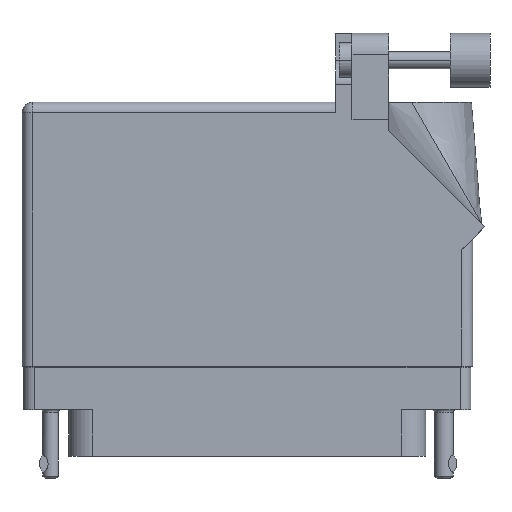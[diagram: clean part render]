
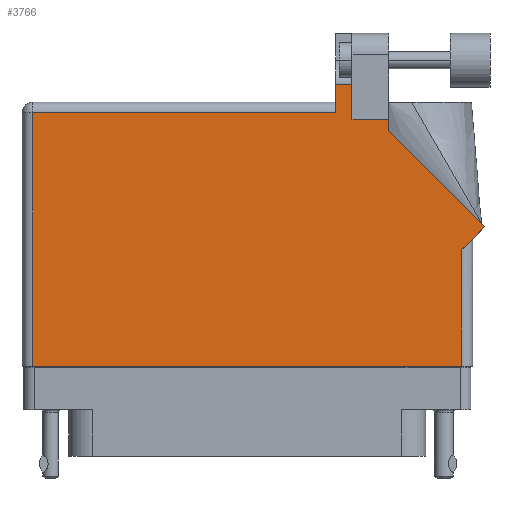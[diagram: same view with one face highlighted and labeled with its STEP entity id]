
A CAD part, front view. The second image highlights one B-rep face of the part: STEP entity #3766.
In plain terms, the highlighted face is planar.
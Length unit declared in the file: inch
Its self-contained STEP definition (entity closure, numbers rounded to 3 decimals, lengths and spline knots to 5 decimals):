
#87 = VECTOR ( 'NONE', #40406, 39.37008 ) ;
#572 = CARTESIAN_POINT ( 'NONE',  ( 0.513, 1.368, 0.455 ) ) ;
#595 = LINE ( 'NONE', #14075, #8147 ) ;
#835 = DIRECTION ( 'NONE',  ( 0.707, 0.707, 0. ) ) ;
#935 = EDGE_CURVE ( 'NONE', #22297, #12425, #2746, .T. ) ;
#1341 = EDGE_CURVE ( 'NONE', #12425, #56825, #33672, .T. ) ;
#1577 = CARTESIAN_POINT ( 'NONE',  ( 0.607, 1.5315, 0.455 ) ) ;
#1699 = EDGE_CURVE ( 'NONE', #56825, #44693, #595, .T. ) ;
#2237 = LINE ( 'NONE', #53432, #53143 ) ;
#2608 = DIRECTION ( 'NONE',  ( 0., 0., -1. ) ) ;
#2746 = LINE ( 'NONE', #42161, #44705 ) ;
#3766 = ADVANCED_FACE ( 'NONE', ( #29892 ), #6838, .F. ) ;
#5009 = ORIENTED_EDGE ( 'NONE', *, *, #1341, .T. ) ;
#5830 = VECTOR ( 'NONE', #43460, 39.37008 ) ;
#6838 = PLANE ( 'NONE',  #18478 ) ;
#7320 = ORIENTED_EDGE ( 'NONE', *, *, #50275, .T. ) ;
#7862 = ORIENTED_EDGE ( 'NONE', *, *, #29896, .T. ) ;
#8147 = VECTOR ( 'NONE', #835, 39.37008 ) ;
#8719 = ORIENTED_EDGE ( 'NONE', *, *, #1699, .T. ) ;
#9477 = EDGE_CURVE ( 'NONE', #18454, #34183, #48444, .T. ) ;
#9766 = CARTESIAN_POINT ( 'NONE',  ( 1.244, -0.1, 0.455 ) ) ;
#9958 = LINE ( 'NONE', #39033, #5830 ) ;
#10349 = ORIENTED_EDGE ( 'NONE', *, *, #35816, .T. ) ;
#11260 = CARTESIAN_POINT ( 'NONE',  ( -1.306, 1.43, 0.455 ) ) ;
#12425 = VERTEX_POINT ( 'NONE', #9766 ) ;
#12705 = VERTEX_POINT ( 'NONE', #43928 ) ;
#13043 = DIRECTION ( 'NONE',  ( 1., 0., 0. ) ) ;
#14075 = CARTESIAN_POINT ( 'NONE',  ( 1.306, 0.637, 0.455 ) ) ;
#14912 = VECTOR ( 'NONE', #24403, 39.37008 ) ;
#15097 = DIRECTION ( 'NONE',  ( -1., 0., 0. ) ) ;
#15816 = ORIENTED_EDGE ( 'NONE', *, *, #935, .T. ) ;
#16451 = VECTOR ( 'NONE', #53177, 39.37008 ) ;
#16745 = VECTOR ( 'NONE', #15097, 39.37008 ) ;
#17608 = CARTESIAN_POINT ( 'NONE',  ( 1.37671, 0.70771, 0.455 ) ) ;
#17970 = ORIENTED_EDGE ( 'NONE', *, *, #39446, .T. ) ;
#18454 = VERTEX_POINT ( 'NONE', #54936 ) ;
#18478 = AXIS2_PLACEMENT_3D ( 'NONE', #11260, #2608, #33395 ) ;
#18598 = CARTESIAN_POINT ( 'NONE',  ( 1.244, 0.637, 0.455 ) ) ;
#18936 = VERTEX_POINT ( 'NONE', #29225 ) ;
#20802 = VERTEX_POINT ( 'NONE', #572 ) ;
#22297 = VERTEX_POINT ( 'NONE', #38302 ) ;
#24399 = CARTESIAN_POINT ( 'NONE',  ( 0.607, 1.33, 0.455 ) ) ;
#24403 = DIRECTION ( 'NONE',  ( -1., 0., 0. ) ) ;
#27292 = VECTOR ( 'NONE', #45037, 39.37008 ) ;
#27584 = ORIENTED_EDGE ( 'NONE', *, *, #37950, .T. ) ;
#27627 = EDGE_LOOP ( 'NONE', ( #10349, #7320, #27584, #7862, #41416, #15816, #5009, #8719, #33524, #17970, #39397 ) ) ;
#29225 = CARTESIAN_POINT ( 'NONE',  ( 0.82, 1.26442, 0.455 ) ) ;
#29892 = FACE_OUTER_BOUND ( 'NONE', #27627, .T. ) ;
#29896 = EDGE_CURVE ( 'NONE', #20802, #41233, #2237, .T. ) ;
#30428 = LINE ( 'NONE', #40219, #87 ) ;
#31521 = VECTOR ( 'NONE', #32484, 39.37008 ) ;
#31567 = CARTESIAN_POINT ( 'NONE',  ( 0.82, 1.26442, 0.455 ) ) ;
#31635 = CARTESIAN_POINT ( 'NONE',  ( -1.244, 1.368, 0.455 ) ) ;
#32484 = DIRECTION ( 'NONE',  ( 0., 1., 0. ) ) ;
#33395 = DIRECTION ( 'NONE',  ( -1., 0., 0. ) ) ;
#33524 = ORIENTED_EDGE ( 'NONE', *, *, #52812, .T. ) ;
#33559 = LINE ( 'NONE', #50554, #14912 ) ;
#33672 = LINE ( 'NONE', #18598, #16451 ) ;
#33957 = VECTOR ( 'NONE', #52785, 39.37008 ) ;
#34183 = VERTEX_POINT ( 'NONE', #24399 ) ;
#34301 = LINE ( 'NONE', #37117, #31521 ) ;
#35816 = EDGE_CURVE ( 'NONE', #34183, #39089, #34301, .T. ) ;
#37117 = CARTESIAN_POINT ( 'NONE',  ( 0.607, 1.33, 0.455 ) ) ;
#37950 = EDGE_CURVE ( 'NONE', #12705, #20802, #9958, .T. ) ;
#38302 = CARTESIAN_POINT ( 'NONE',  ( -1.244, -0.1, 0.455 ) ) ;
#39005 = LINE ( 'NONE', #31567, #27292 ) ;
#39033 = CARTESIAN_POINT ( 'NONE',  ( 0.513, 1.43, 0.455 ) ) ;
#39089 = VERTEX_POINT ( 'NONE', #1577 ) ;
#39397 = ORIENTED_EDGE ( 'NONE', *, *, #9477, .T. ) ;
#39446 = EDGE_CURVE ( 'NONE', #18936, #18454, #39005, .T. ) ;
#40003 = DIRECTION ( 'NONE',  ( -1., 0., 0. ) ) ;
#40219 = CARTESIAN_POINT ( 'NONE',  ( -1.244, -0.1, 0.455 ) ) ;
#40406 = DIRECTION ( 'NONE',  ( 0., -1., 0. ) ) ;
#41233 = VERTEX_POINT ( 'NONE', #31635 ) ;
#41416 = ORIENTED_EDGE ( 'NONE', *, *, #43664, .T. ) ;
#41470 = CARTESIAN_POINT ( 'NONE',  ( 0.82, 1.33, 0.455 ) ) ;
#41923 = CARTESIAN_POINT ( 'NONE',  ( 1.244, 0.575, 0.455 ) ) ;
#42161 = CARTESIAN_POINT ( 'NONE',  ( -1.306, -0.1, 0.455 ) ) ;
#43460 = DIRECTION ( 'NONE',  ( 0., -1., 0. ) ) ;
#43664 = EDGE_CURVE ( 'NONE', #41233, #22297, #30428, .T. ) ;
#43928 = CARTESIAN_POINT ( 'NONE',  ( 0.513, 1.5315, 0.455 ) ) ;
#44030 = CARTESIAN_POINT ( 'NONE',  ( 1.37671, 0.70771, 0.455 ) ) ;
#44693 = VERTEX_POINT ( 'NONE', #44030 ) ;
#44705 = VECTOR ( 'NONE', #13043, 39.37008 ) ;
#45037 = DIRECTION ( 'NONE',  ( 0., 1., 0. ) ) ;
#48444 = LINE ( 'NONE', #41470, #16745 ) ;
#49813 = LINE ( 'NONE', #17608, #33957 ) ;
#50275 = EDGE_CURVE ( 'NONE', #39089, #12705, #33559, .T. ) ;
#50554 = CARTESIAN_POINT ( 'NONE',  ( 0.93777, 1.5315, 0.455 ) ) ;
#52785 = DIRECTION ( 'NONE',  ( -0.707, 0.707, 0. ) ) ;
#52812 = EDGE_CURVE ( 'NONE', #44693, #18936, #49813, .T. ) ;
#53143 = VECTOR ( 'NONE', #40003, 39.37008 ) ;
#53177 = DIRECTION ( 'NONE',  ( 0., 1., 0. ) ) ;
#53432 = CARTESIAN_POINT ( 'NONE',  ( -1.306, 1.368, 0.455 ) ) ;
#54936 = CARTESIAN_POINT ( 'NONE',  ( 0.82, 1.33, 0.455 ) ) ;
#56825 = VERTEX_POINT ( 'NONE', #41923 ) ;
